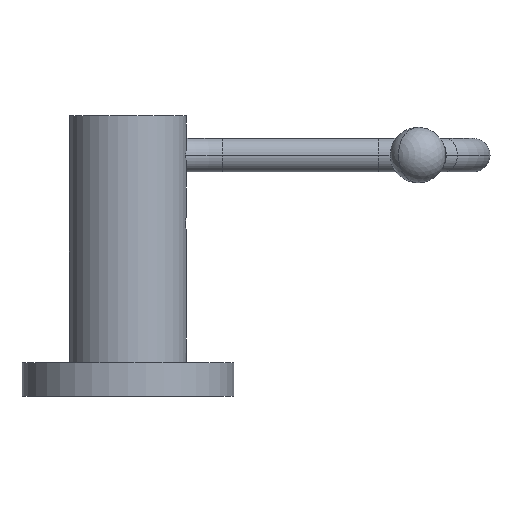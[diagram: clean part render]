
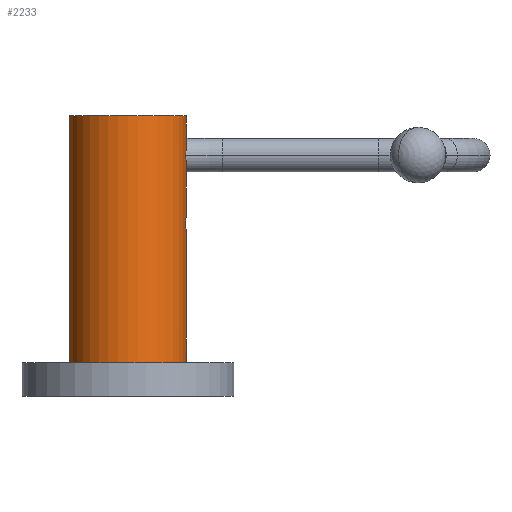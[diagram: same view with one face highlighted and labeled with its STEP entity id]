
A CAD part, left-side view. The second image highlights one B-rep face of the part: STEP entity #2233.
In plain terms, the highlighted cylindrical face has radius 16.669 mm (diameter 33.337 mm), a partial arc.
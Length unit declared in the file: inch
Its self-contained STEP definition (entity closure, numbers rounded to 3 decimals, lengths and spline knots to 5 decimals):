
#193=CARTESIAN_POINT('',(0.,0.,3.145));
#194=DIRECTION('',(0.,0.,-1.));
#195=DIRECTION('',(0.,-1.,0.));
#196=AXIS2_PLACEMENT_3D('',#193,#194,#195);
#198=CARTESIAN_POINT('',(0.,-0.65625,1.838));
#199=CARTESIAN_POINT('',(-0.00709,-0.65625,1.838));
#200=CARTESIAN_POINT('',(-0.02114,-0.65603,
1.83964));
#201=CARTESIAN_POINT('',(-0.04299,-0.65495,
1.8481));
#202=CARTESIAN_POINT('',(-0.06195,-0.65339,
1.862));
#203=CARTESIAN_POINT('',(-0.07692,-0.65177,
1.87973));
#204=CARTESIAN_POINT('',(-0.08801,-0.65034,
1.90175));
#205=CARTESIAN_POINT('',(-0.09355,-0.64955,
1.92586));
#206=CARTESIAN_POINT('',(-0.09359,-0.64954,
1.9498));
#207=CARTESIAN_POINT('',(-0.0881,-0.65033,
1.97402));
#208=CARTESIAN_POINT('',(-0.07707,-0.65175,
1.99604));
#209=CARTESIAN_POINT('',(-0.06215,-0.65337,
2.01382));
#210=CARTESIAN_POINT('',(-0.04307,-0.65495,
2.02787));
#211=CARTESIAN_POINT('',(-0.02114,-0.65603,
2.03636));
#212=CARTESIAN_POINT('',(-0.00709,-0.65625,2.038));
#213=CARTESIAN_POINT('',(0.,-0.65625,2.038));
#215=CARTESIAN_POINT('',(0.,0.,0.313));
#216=DIRECTION('',(0.,0.,-1.));
#217=DIRECTION('',(0.,-1.,0.));
#218=AXIS2_PLACEMENT_3D('',#215,#216,#217);
#220=CARTESIAN_POINT('',(-0.08894,-0.65019,2.703));
#221=CARTESIAN_POINT('',(-0.08894,-0.65019,
2.70901));
#222=CARTESIAN_POINT('',(-0.08789,-0.65034,
2.72083));
#223=CARTESIAN_POINT('',(-0.08315,-0.65097,
2.73828));
#224=CARTESIAN_POINT('',(-0.07532,-0.65194,
2.75455));
#225=CARTESIAN_POINT('',(-0.06474,-0.65309,
2.76895));
#226=CARTESIAN_POINT('',(-0.05147,-0.65428,
2.78118));
#227=CARTESIAN_POINT('',(-0.03587,-0.65535,
2.79068));
#228=CARTESIAN_POINT('',(-0.01751,-0.6561,
2.79684));
#229=CARTESIAN_POINT('',(-0.00587,-0.65625,2.798));
#230=CARTESIAN_POINT('',(0.,-0.65625,2.798));
#232=CARTESIAN_POINT('',(0.,-0.65625,2.608));
#233=CARTESIAN_POINT('',(-0.00591,-0.65625,2.608));
#234=CARTESIAN_POINT('',(-0.01761,-0.6561,
2.60918));
#235=CARTESIAN_POINT('',(-0.03599,-0.65534,
2.61538));
#236=CARTESIAN_POINT('',(-0.05149,-0.65428,
2.62484));
#237=CARTESIAN_POINT('',(-0.06469,-0.65309,
2.63699));
#238=CARTESIAN_POINT('',(-0.07529,-0.65194,
2.65139));
#239=CARTESIAN_POINT('',(-0.08314,-0.65097,
2.66769));
#240=CARTESIAN_POINT('',(-0.0879,-0.65034,
2.68517));
#241=CARTESIAN_POINT('',(-0.08894,-0.65019,
2.69699));
#242=CARTESIAN_POINT('',(-0.08894,-0.65019,2.703));
#244=DIRECTION('',(0.,0.,1.));
#245=VECTOR('',#244,0.57);
#246=CARTESIAN_POINT('',(0.,-0.65625,2.038));
#247=LINE('',#246,#245);
#272=DIRECTION('',(0.,0.,1.));
#273=VECTOR('',#272,0.347);
#274=CARTESIAN_POINT('',(0.,-0.65625,2.798));
#275=LINE('',#274,#273);
#276=DIRECTION('',(0.,0.,1.));
#277=VECTOR('',#276,2.832);
#278=CARTESIAN_POINT('',(0.,0.65625,0.313));
#279=LINE('',#278,#277);
#285=DIRECTION('',(0.,0.,1.));
#286=VECTOR('',#285,1.525);
#287=CARTESIAN_POINT('',(0.,-0.65625,0.313));
#288=LINE('',#287,#286);
#2081=CARTESIAN_POINT('',(0.,0.65625,0.313));
#2082=CARTESIAN_POINT('',(0.,0.65625,3.145));
#2083=VERTEX_POINT('',#2081);
#2084=VERTEX_POINT('',#2082);
#2085=CARTESIAN_POINT('',(0.,-0.65625,3.145));
#2086=VERTEX_POINT('',#2085);
#2087=CARTESIAN_POINT('',(0.,-0.65625,0.313));
#2088=VERTEX_POINT('',#2087);
#2089=VERTEX_POINT('',#198);
#2090=VERTEX_POINT('',#213);
#2102=CARTESIAN_POINT('',(0.,-0.65625,2.608));
#2103=VERTEX_POINT('',#2102);
#2104=CARTESIAN_POINT('',(0.,-0.65625,2.798));
#2105=VERTEX_POINT('',#2104);
#2112=VERTEX_POINT('',#242);
#2209=CARTESIAN_POINT('',(0.,0.,3.2866));
#2210=DIRECTION('',(0.,0.,-1.));
#2211=DIRECTION('',(0.,1.,0.));
#2212=AXIS2_PLACEMENT_3D('',#2209,#2210,#2211);
#2213=CYLINDRICAL_SURFACE('',#2212,0.65625);
#2215=ORIENTED_EDGE('',*,*,#2214,.F.);
#2217=ORIENTED_EDGE('',*,*,#2216,.F.);
#2219=ORIENTED_EDGE('',*,*,#2218,.F.);
#2221=ORIENTED_EDGE('',*,*,#2220,.T.);
#2223=ORIENTED_EDGE('',*,*,#2222,.T.);
#2224=ORIENTED_EDGE('',*,*,#2204,.F.);
#2226=ORIENTED_EDGE('',*,*,#2225,.F.);
#2228=ORIENTED_EDGE('',*,*,#2227,.F.);
#2230=ORIENTED_EDGE('',*,*,#2229,.F.);
#2231=EDGE_LOOP('',(#2215,#2217,#2219,#2221,#2223,#2224,#2226,#2228,#2230));
#2232=FACE_OUTER_BOUND('',#2231,.F.);
#2233=ADVANCED_FACE('',(#2232),#2213,.T.);
#197=CIRCLE('',#196,0.65625);
#214=B_SPLINE_CURVE_WITH_KNOTS('',3,(#198,#199,#200,#201,#202,#203,#204,#205,
#206,#207,#208,#209,#210,#211,#212,#213),.UNSPECIFIED.,.F.,.F.,(4,1,1,1,1,1,1,1,
1,1,1,1,1,4),(0.,0.07692,0.15385,0.23077,
0.30769,0.38462,0.46154,0.53846,
0.61538,0.69231,0.76923,0.84615,
0.92308,1.),.UNSPECIFIED.);
#219=CIRCLE('',#218,0.65625);
#231=B_SPLINE_CURVE_WITH_KNOTS('',3,(#220,#221,#222,#223,#224,#225,#226,#227,
#228,#229,#230),.UNSPECIFIED.,.F.,.F.,(4,1,1,1,1,1,1,1,4),(0.,0.125,0.25,
0.375,0.5,0.625,0.75,0.875,1.),.UNSPECIFIED.);
#243=B_SPLINE_CURVE_WITH_KNOTS('',3,(#232,#233,#234,#235,#236,#237,#238,#239,
#240,#241,#242),.UNSPECIFIED.,.F.,.F.,(4,1,1,1,1,1,1,1,4),(0.,0.125,0.25,
0.375,0.5,0.625,0.75,0.875,1.),.UNSPECIFIED.);
#2204=EDGE_CURVE('',#2086,#2084,#197,.T.);
#2214=EDGE_CURVE('',#2090,#2103,#247,.T.);
#2216=EDGE_CURVE('',#2089,#2090,#214,.T.);
#2218=EDGE_CURVE('',#2088,#2089,#288,.T.);
#2220=EDGE_CURVE('',#2088,#2083,#219,.T.);
#2222=EDGE_CURVE('',#2083,#2084,#279,.T.);
#2225=EDGE_CURVE('',#2105,#2086,#275,.T.);
#2227=EDGE_CURVE('',#2112,#2105,#231,.T.);
#2229=EDGE_CURVE('',#2103,#2112,#243,.T.);
